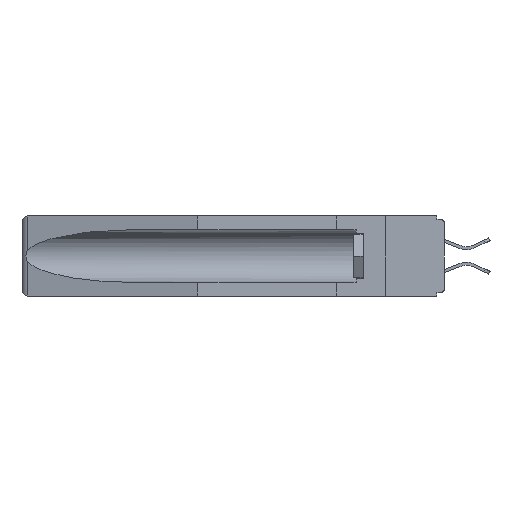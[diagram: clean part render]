
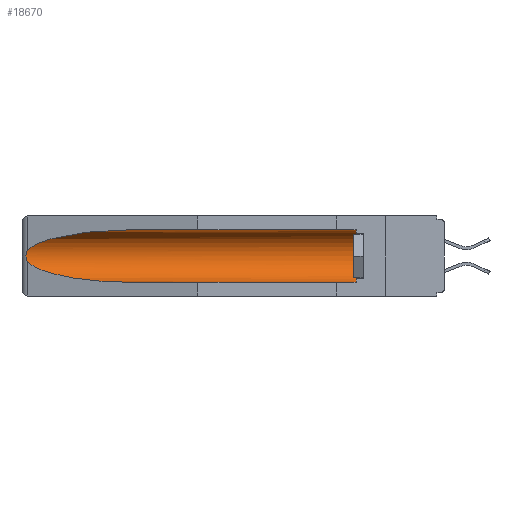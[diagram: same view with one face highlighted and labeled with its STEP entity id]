
A CAD part, left-side view. The second image highlights one B-rep face of the part: STEP entity #18670.
In plain terms, the highlighted cylindrical face has radius 2.857 mm (diameter 5.715 mm), a partial arc.
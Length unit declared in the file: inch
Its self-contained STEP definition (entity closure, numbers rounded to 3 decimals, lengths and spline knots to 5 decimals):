
#515 = CIRCLE ( 'NONE', #22490, 0.1125 ) ;
#754 = VERTEX_POINT ( 'NONE', #12145 ) ;
#998 = ORIENTED_EDGE ( 'NONE', *, *, #13434, .T. ) ;
#1059 = EDGE_CURVE ( 'NONE', #21613, #1744, #24756, .T. ) ;
#1744 = VERTEX_POINT ( 'NONE', #13563 ) ;
#2091 = CARTESIAN_POINT ( 'NONE',  ( 0.155, -0.30754, -0.1715 ) ) ;
#2911 = CARTESIAN_POINT ( 'NONE',  ( 0.2675, 1.53308, -0.17534 ) ) ;
#3002 = CARTESIAN_POINT ( 'NONE',  ( 0.26654, 1.53092, -0.15636 ) ) ;
#3023 = CARTESIAN_POINT ( 'NONE',  ( 0.155, 1.07973, -0.059 ) ) ;
#4343 = EDGE_CURVE ( 'NONE', #16343, #754, #14765, .T. ) ;
#4523 = VERTEX_POINT ( 'NONE', #8917 ) ;
#5293 = DIRECTION ( 'NONE',  ( 0., 1., 0. ) ) ;
#5336 = VERTEX_POINT ( 'NONE', #16699 ) ;
#6375 = DIRECTION ( 'NONE',  ( 0., 0., 1. ) ) ;
#6455 = CARTESIAN_POINT ( 'NONE',  ( 0.26537, 1.52718, -0.19328 ) ) ;
#6594 = DIRECTION ( 'NONE',  ( 0., 0., 1. ) ) ;
#6944 = CARTESIAN_POINT ( 'NONE',  ( 0.25451, 1.48313, -0.24835 ) ) ;
#7072 = ORIENTED_EDGE ( 'NONE', *, *, #4343, .T. ) ;
#7303 = DIRECTION ( 'NONE',  ( 0., 1., 0. ) ) ;
#7749 =( BOUNDED_CURVE ( )  B_SPLINE_CURVE ( 3, ( #8876, #6944, #25928, #9044 ),
 .UNSPECIFIED., .F., .F. ) 
 B_SPLINE_CURVE_WITH_KNOTS ( ( 4, 4 ),
 ( 0.1948, 1.5708 ),
 .UNSPECIFIED. ) 
 CURVE ( )  GEOMETRIC_REPRESENTATION_ITEM ( )  RATIONAL_B_SPLINE_CURVE ( ( 1., 0.848, 0.848, 1. ) ) 
 REPRESENTATION_ITEM ( '' )  );
#7905 = EDGE_CURVE ( 'NONE', #4523, #16343, #18321, .T. ) ;
#8242 = EDGE_LOOP ( 'NONE', ( #20713, #7072, #16254, #20949, #15328, #998 ) ) ;
#8876 = CARTESIAN_POINT ( 'NONE',  ( 0.26537, 1.52718, -0.19328 ) ) ;
#8917 = CARTESIAN_POINT ( 'NONE',  ( 0.155, 1.07973, -0.059 ) ) ;
#9044 = CARTESIAN_POINT ( 'NONE',  ( 0.155, 1.07973, -0.284 ) ) ;
#9261 = CARTESIAN_POINT ( 'NONE',  ( 0.2673, 1.5327, -0.16383 ) ) ;
#10137 = EDGE_CURVE ( 'NONE', #754, #1744, #7749, .T. ) ;
#11362 = CARTESIAN_POINT ( 'NONE',  ( 0.26655, 1.53094, -0.18657 ) ) ;
#11368 = VECTOR ( 'NONE', #5293, 39.37008 ) ;
#12145 = CARTESIAN_POINT ( 'NONE',  ( 0.26537, 1.52718, -0.19328 ) ) ;
#12866 = LINE ( 'NONE', #26190, #24284 ) ;
#13267 = CARTESIAN_POINT ( 'NONE',  ( 0.2675, 1.53308, -0.16763 ) ) ;
#13434 = EDGE_CURVE ( 'NONE', #5336, #4523, #12866, .T. ) ;
#13563 = CARTESIAN_POINT ( 'NONE',  ( 0.155, 1.07973, -0.284 ) ) ;
#13685 = CARTESIAN_POINT ( 'NONE',  ( 0.155, -0.30754, -0.284 ) ) ;
#14729 = AXIS2_PLACEMENT_3D ( 'NONE', #2091, #21166, #6375 ) ;
#14765 = B_SPLINE_CURVE_WITH_KNOTS ( 'NONE', 3,
 ( #15300, #15474, #3002, #9261, #13267, #2911, #19068, #11362, #16862, #6455 ),
 .UNSPECIFIED., .F., .F.,
 ( 4, 2, 2, 2, 4 ),
 ( 0., 0.00029, 0.00058, 0.00087, 0.00117 ),
 .UNSPECIFIED. ) ;
#15300 = CARTESIAN_POINT ( 'NONE',  ( 0.26537, 1.52718, -0.14972 ) ) ;
#15328 = ORIENTED_EDGE ( 'NONE', *, *, #22268, .T. ) ;
#15474 = CARTESIAN_POINT ( 'NONE',  ( 0.26597, 1.52961, -0.15275 ) ) ;
#16254 = ORIENTED_EDGE ( 'NONE', *, *, #10137, .T. ) ;
#16343 = VERTEX_POINT ( 'NONE', #25265 ) ;
#16699 = CARTESIAN_POINT ( 'NONE',  ( 0.155, 0.126, -0.059 ) ) ;
#16862 = CARTESIAN_POINT ( 'NONE',  ( 0.26597, 1.5296, -0.19026 ) ) ;
#17482 = CARTESIAN_POINT ( 'NONE',  ( 0.155, 0.126, -0.284 ) ) ;
#17622 = CARTESIAN_POINT ( 'NONE',  ( 0.26537, 1.52718, -0.14972 ) ) ;
#17648 = CYLINDRICAL_SURFACE ( 'NONE', #14729, 0.1125 ) ;
#18321 =( BOUNDED_CURVE ( )  B_SPLINE_CURVE ( 3, ( #3023, #23614, #25981, #17622 ),
 .UNSPECIFIED., .F., .F. ) 
 B_SPLINE_CURVE_WITH_KNOTS ( ( 4, 4 ),
 ( 4.71239, 6.08839 ),
 .UNSPECIFIED. ) 
 CURVE ( )  GEOMETRIC_REPRESENTATION_ITEM ( )  RATIONAL_B_SPLINE_CURVE ( ( 1., 0.848, 0.848, 1. ) ) 
 REPRESENTATION_ITEM ( '' )  );
#18670 = ADVANCED_FACE ( 'NONE', ( #21767 ), #17648, .F. ) ;
#19068 = CARTESIAN_POINT ( 'NONE',  ( 0.2673, 1.53269, -0.17917 ) ) ;
#20713 = ORIENTED_EDGE ( 'NONE', *, *, #7905, .T. ) ;
#20949 = ORIENTED_EDGE ( 'NONE', *, *, #1059, .F. ) ;
#20988 = DIRECTION ( 'NONE',  ( 0., -1., 0. ) ) ;
#21166 = DIRECTION ( 'NONE',  ( 0., 1., 0. ) ) ;
#21613 = VERTEX_POINT ( 'NONE', #17482 ) ;
#21767 = FACE_OUTER_BOUND ( 'NONE', #8242, .T. ) ;
#22268 = EDGE_CURVE ( 'NONE', #21613, #5336, #515, .T. ) ;
#22490 = AXIS2_PLACEMENT_3D ( 'NONE', #23047, #20988, #6594 ) ;
#23047 = CARTESIAN_POINT ( 'NONE',  ( 0.155, 0.126, -0.1715 ) ) ;
#23614 = CARTESIAN_POINT ( 'NONE',  ( 0.21114, 1.30732, -0.059 ) ) ;
#24284 = VECTOR ( 'NONE', #7303, 39.37008 ) ;
#24756 = LINE ( 'NONE', #13685, #11368 ) ;
#25265 = CARTESIAN_POINT ( 'NONE',  ( 0.26537, 1.52718, -0.14972 ) ) ;
#25928 = CARTESIAN_POINT ( 'NONE',  ( 0.21114, 1.30732, -0.284 ) ) ;
#25981 = CARTESIAN_POINT ( 'NONE',  ( 0.25451, 1.48313, -0.09465 ) ) ;
#26190 = CARTESIAN_POINT ( 'NONE',  ( 0.155, -0.30754, -0.059 ) ) ;
